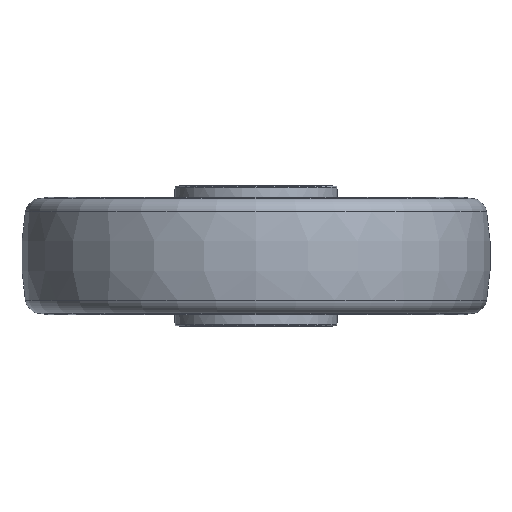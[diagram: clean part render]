
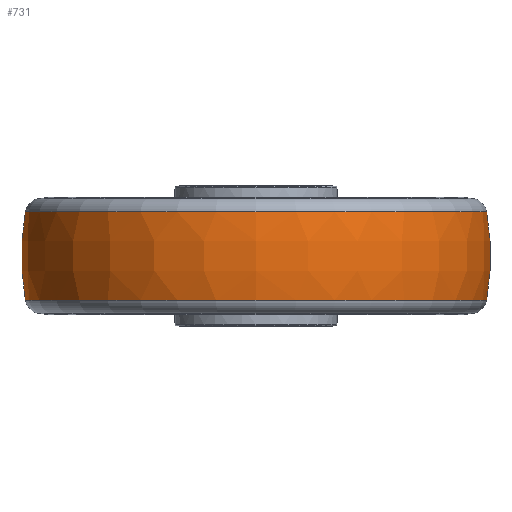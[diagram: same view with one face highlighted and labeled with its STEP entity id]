
A CAD part, front view. The second image highlights one B-rep face of the part: STEP entity #731.
In plain terms, the highlighted toroidal (fillet/blend) face has major radius 10 mm and minor radius 110 mm.
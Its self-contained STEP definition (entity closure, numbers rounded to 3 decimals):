
#31 = VERTEX_POINT ( 'NONE', #3552 ) ;
#155 = ORIENTED_EDGE ( 'NONE', *, *, #2764, .F. ) ;
#169 = CARTESIAN_POINT ( 'NONE',  ( 0., 0., 18.854 ) ) ;
#220 = CARTESIAN_POINT ( 'NONE',  ( -10., 0., 0. ) ) ;
#251 = EDGE_CURVE ( 'NONE', #2596, #2478, #2183, .T. ) ;
#307 = VERTEX_POINT ( 'NONE', #3190 ) ;
#392 = AXIS2_PLACEMENT_3D ( 'NONE', #1525, #3298, #2685 ) ;
#494 = DIRECTION ( 'NONE',  ( 1., 0., 0. ) ) ;
#624 = CIRCLE ( 'NONE', #2043, 110. ) ;
#649 = DIRECTION ( 'NONE',  ( -1., 0., 0. ) ) ;
#731 = ADVANCED_FACE ( 'NONE', ( #2632 ), #1193, .T. ) ;
#868 = ORIENTED_EDGE ( 'NONE', *, *, #251, .T. ) ;
#1022 = AXIS2_PLACEMENT_3D ( 'NONE', #169, #1331, #2531 ) ;
#1094 = AXIS2_PLACEMENT_3D ( 'NONE', #1756, #3278, #649 ) ;
#1193 = TOROIDAL_SURFACE ( 'NONE', #392, -10., 110. ) ;
#1331 = DIRECTION ( 'NONE',  ( 0., 0., -1. ) ) ;
#1394 = DIRECTION ( 'NONE',  ( 0., -1., 0. ) ) ;
#1525 = CARTESIAN_POINT ( 'NONE',  ( 0., 0., 0. ) ) ;
#1616 = EDGE_LOOP ( 'NONE', ( #155, #868, #2349, #3836 ) ) ;
#1692 = EDGE_CURVE ( 'NONE', #2478, #307, #3111, .T. ) ;
#1756 = CARTESIAN_POINT ( 'NONE',  ( 0., 0., -18.854 ) ) ;
#2028 = DIRECTION ( 'NONE',  ( 0., 1., 0. ) ) ;
#2043 = AXIS2_PLACEMENT_3D ( 'NONE', #220, #2028, #3796 ) ;
#2183 = CIRCLE ( 'NONE', #1022, 98.372 ) ;
#2349 = ORIENTED_EDGE ( 'NONE', *, *, #1692, .T. ) ;
#2478 = VERTEX_POINT ( 'NONE', #3645 ) ;
#2531 = DIRECTION ( 'NONE',  ( -1., 0., 0. ) ) ;
#2596 = VERTEX_POINT ( 'NONE', #3592 ) ;
#2632 = FACE_OUTER_BOUND ( 'NONE', #1616, .T. ) ;
#2685 = DIRECTION ( 'NONE',  ( -1., 0., 0. ) ) ;
#2764 = EDGE_CURVE ( 'NONE', #2596, #31, #624, .T. ) ;
#2976 = CIRCLE ( 'NONE', #1094, 98.372 ) ;
#3111 = CIRCLE ( 'NONE', #3422, 110. ) ;
#3179 = CARTESIAN_POINT ( 'NONE',  ( 10., 0., 0. ) ) ;
#3190 = CARTESIAN_POINT ( 'NONE',  ( -98.372, 0., -18.854 ) ) ;
#3278 = DIRECTION ( 'NONE',  ( 0., 0., -1. ) ) ;
#3298 = DIRECTION ( 'NONE',  ( 0., 0., -1. ) ) ;
#3349 = EDGE_CURVE ( 'NONE', #31, #307, #2976, .T. ) ;
#3422 = AXIS2_PLACEMENT_3D ( 'NONE', #3179, #1394, #494 ) ;
#3552 = CARTESIAN_POINT ( 'NONE',  ( 98.372, 0., -18.854 ) ) ;
#3592 = CARTESIAN_POINT ( 'NONE',  ( 98.372, 0., 18.854 ) ) ;
#3645 = CARTESIAN_POINT ( 'NONE',  ( -98.372, 0., 18.854 ) ) ;
#3796 = DIRECTION ( 'NONE',  ( -1., 0., 0. ) ) ;
#3836 = ORIENTED_EDGE ( 'NONE', *, *, #3349, .F. ) ;
